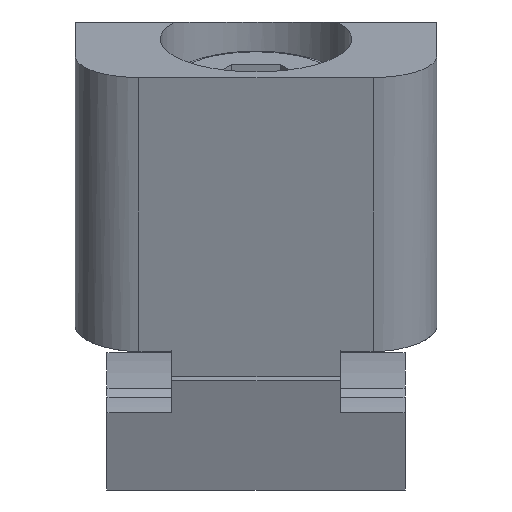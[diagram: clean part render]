
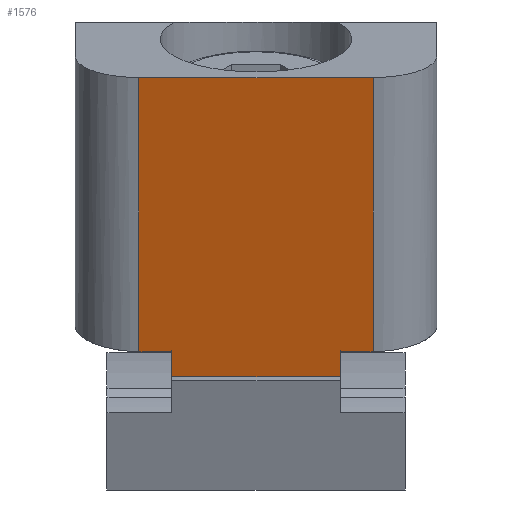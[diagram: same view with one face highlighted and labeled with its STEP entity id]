
A CAD part, left-side view. The second image highlights one B-rep face of the part: STEP entity #1576.
In plain terms, the highlighted planar face has unit normal (-0.94, 0, -0.342).
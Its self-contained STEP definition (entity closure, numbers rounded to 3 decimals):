
#30=PLANE('',#1697);
#147=LINE('',#2414,#289);
#150=LINE('',#2447,#292);
#151=LINE('',#2449,#293);
#152=LINE('',#2451,#294);
#153=LINE('',#2453,#295);
#154=LINE('',#2455,#296);
#155=LINE('',#2456,#297);
#156=LINE('',#2458,#298);
#289=VECTOR('',#1881,1000.);
#292=VECTOR('',#1894,1000.);
#293=VECTOR('',#1897,1000.);
#294=VECTOR('',#1898,1000.);
#295=VECTOR('',#1899,1000.);
#296=VECTOR('',#1900,1000.);
#297=VECTOR('',#1901,1000.);
#298=VECTOR('',#1902,1000.);
#465=ORIENTED_EDGE('',*,*,#921,.T.);
#466=ORIENTED_EDGE('',*,*,#910,.T.);
#467=ORIENTED_EDGE('',*,*,#922,.T.);
#468=ORIENTED_EDGE('',*,*,#923,.F.);
#469=ORIENTED_EDGE('',*,*,#924,.F.);
#470=ORIENTED_EDGE('',*,*,#920,.T.);
#471=ORIENTED_EDGE('',*,*,#925,.T.);
#472=ORIENTED_EDGE('',*,*,#926,.T.);
#910=EDGE_CURVE('',#1137,#1135,#147,.F.);
#920=EDGE_CURVE('',#1142,#1146,#150,.F.);
#921=EDGE_CURVE('',#1147,#1137,#151,.T.);
#922=EDGE_CURVE('',#1135,#1148,#152,.T.);
#923=EDGE_CURVE('',#1149,#1148,#153,.T.);
#924=EDGE_CURVE('',#1142,#1149,#154,.T.);
#925=EDGE_CURVE('',#1146,#1150,#155,.T.);
#926=EDGE_CURVE('',#1150,#1147,#156,.T.);
#1135=VERTEX_POINT('',#2412);
#1137=VERTEX_POINT('',#2415);
#1142=VERTEX_POINT('',#2434);
#1146=VERTEX_POINT('',#2446);
#1147=VERTEX_POINT('',#2450);
#1148=VERTEX_POINT('',#2452);
#1149=VERTEX_POINT('',#2454);
#1150=VERTEX_POINT('',#2457);
#1305=EDGE_LOOP('',(#465,#466,#467,#468,#469,#470,#471,#472));
#1421=FACE_BOUND('',#1305,.T.);
#1576=ADVANCED_FACE('',(#1421),#30,.F.);
#1697=AXIS2_PLACEMENT_3D('',#2448,#1895,#1896);
#1881=DIRECTION('',(0.,1.,0.));
#1894=DIRECTION('',(0.,1.,0.));
#1895=DIRECTION('',(0.94,0.,0.342));
#1896=DIRECTION('',(0.342,0.,-0.94));
#1897=DIRECTION('',(-0.342,0.,0.94));
#1898=DIRECTION('',(-0.342,0.,0.94));
#1899=DIRECTION('',(0.,-1.,0.));
#1900=DIRECTION('',(-0.342,0.,0.94));
#1901=DIRECTION('',(0.342,0.,-0.94));
#1902=DIRECTION('',(0.,-1.,0.));
#2412=CARTESIAN_POINT('',(-14.98,-5.5,-15.478));
#2414=CARTESIAN_POINT('',(-14.98,50.,-15.478));
#2415=CARTESIAN_POINT('',(-14.98,-3.95,-15.478));
#2434=CARTESIAN_POINT('',(-14.98,5.5,-15.478));
#2446=CARTESIAN_POINT('',(-14.98,3.95,-15.478));
#2447=CARTESIAN_POINT('',(-14.98,50.,-15.478));
#2448=CARTESIAN_POINT('',(-14.55,8.5,-16.66));
#2449=CARTESIAN_POINT('',(-14.55,-3.95,-16.66));
#2450=CARTESIAN_POINT('',(-14.55,-3.95,-16.66));
#2451=CARTESIAN_POINT('',(-14.876,-5.5,-15.763));
#2452=CARTESIAN_POINT('',(-19.664,-5.5,-2.608));
#2453=CARTESIAN_POINT('',(-19.664,8.5,-2.608));
#2454=CARTESIAN_POINT('',(-19.664,5.5,-2.608));
#2455=CARTESIAN_POINT('',(-14.876,5.5,-15.763));
#2456=CARTESIAN_POINT('',(-14.55,3.95,-16.66));
#2457=CARTESIAN_POINT('',(-14.55,3.95,-16.66));
#2458=CARTESIAN_POINT('',(-14.55,8.5,-16.66));
